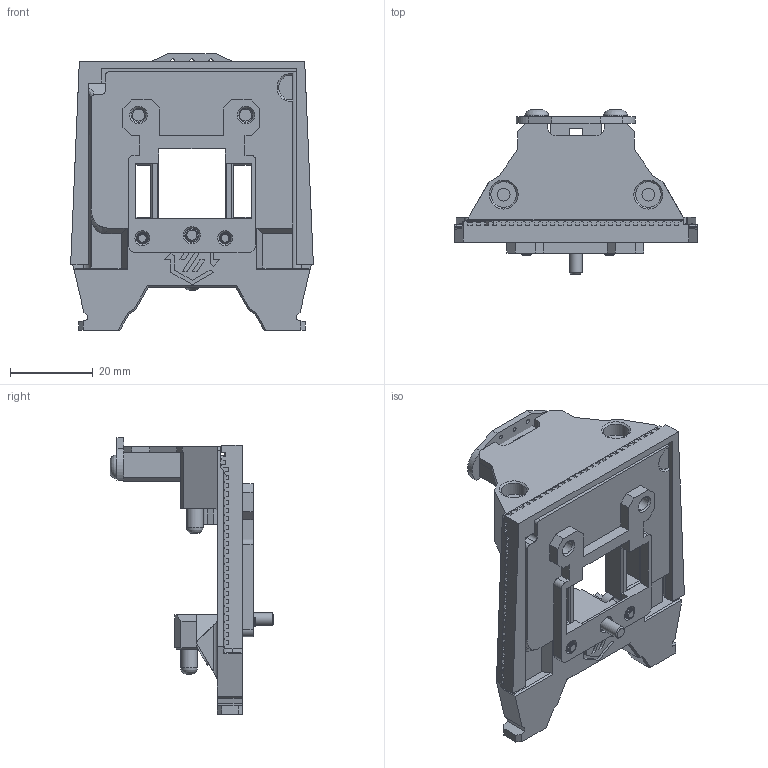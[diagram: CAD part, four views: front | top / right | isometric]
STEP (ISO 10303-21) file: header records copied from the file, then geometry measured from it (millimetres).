
FILE_DESCRIPTION(/* description */ (''),/* implementation_level */ '2;1');
FILE_NAME(/* name */ 'JabberWocky.step',/* time_stamp */ '2025-07-29T13:51:02-06:00',/* author */ (''),/* organization */ (''),/* preprocessor_version */ 'ST-DEVELOPER v20.1',/* originating_system */ 'Autodesk Translation Framework v14.10.0.0',/* authorisation */ '');
FILE_SCHEMA (('AUTOMOTIVE_DESIGN { 1 0 10303 214 3 1 1 }'));
Products named in the file (19): SC; Hardware (2) (1); Tap_Sensor; Board; Sensor; M3x6 BHCS (2); M3x6 FHCS (7) (1); M3x6 FHCS (7) (1) (1); Pins 4x12 Rounded; 3x6mm Magnet (1) (3) (2) (1); M3 Threaded Insert (3); Pins 4x12 Rounded (1); Pins 4x12 Rounded (2); M3x6 BHCS; 91290A101_Alloy Steel Socket Head Screw; Backplate; Plate (1); Supports; Spacer (1)
Assembly tree (21 placements, depth 4):
  SC
    Hardware (2) (1)
      Tap_Sensor
        Board
        Sensor
        M3x6 BHCS (2)  x2
      M3x6 FHCS (7) (1)
      M3x6 FHCS (7) (1) (1)
      Pins 4x12 Rounded
      3x6mm Magnet (1) (3) (2) (1)
      M3 Threaded Insert (3)  x2
      Pins 4x12 Rounded (1)
      Pins 4x12 Rounded (2)
      M3x6 BHCS
      91290A101_Alloy Steel Socket Head Screw  x2
    Backplate
      Plate (1)
        Supports
      Spacer (1)
Bounding box: 58.71 x 39.62 x 66.85 mm (x, y, z)
Volume: 27293.6 mm3; surface area: 19042.6 mm2
Topology: 18 solids, 18 shells, 1448 faces, 3921 edges, 2552 vertices
Faces by surface type: plane 901, cylinder 204, bspline 170, cone 167, torus 5, sphere 1
Full cylindrical faces by diameter (mm): 0.87 x5, 1 x3, 1.8 x1, 1.915 x24, 2 x1, 2.5 x22, 2.8 x8, 2.9 x2, 3 x9, 3.1 x3, 3.2 x2, 3.4 x3, 4 x3, 4.1 x2, 4.25 x4, 4.5 x2, 4.7 x2, 5 x1, 5.54 x2, 5.7 x3, 6 x1, 6.1 x2, 6.2 x4
Entity records: 47054 total; most frequent: CARTESIAN_POINT 15526, ORIENTED_EDGE 6784, DIRECTION 5967, EDGE_CURVE 3392, LINE 2401, VECTOR 2401, VERTEX_POINT 2204, AXIS2_PLACEMENT_3D 1783
